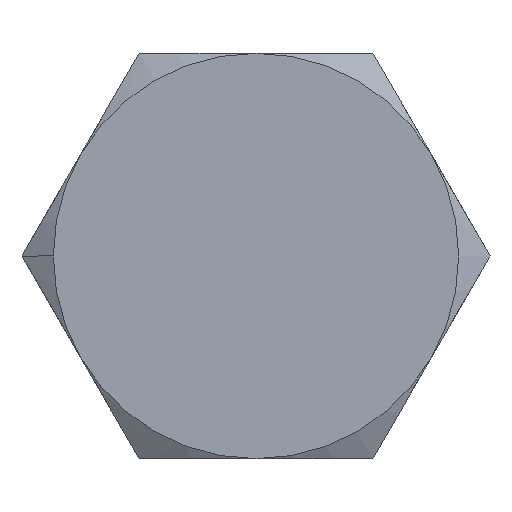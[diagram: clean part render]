
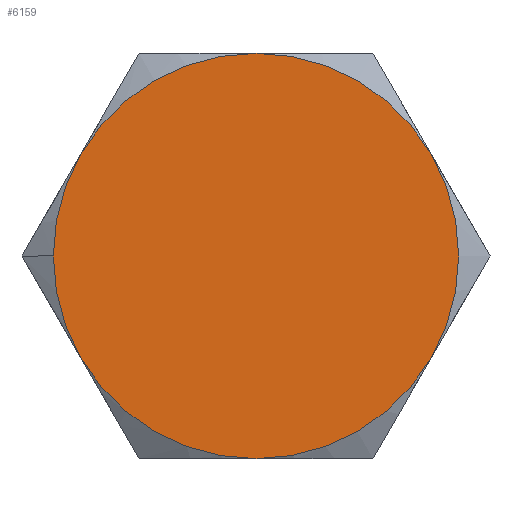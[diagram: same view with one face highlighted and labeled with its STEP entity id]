
A CAD part, left-side view. The second image highlights one B-rep face of the part: STEP entity #6159.
In plain terms, the highlighted planar face has unit normal (-1, 0, 0).
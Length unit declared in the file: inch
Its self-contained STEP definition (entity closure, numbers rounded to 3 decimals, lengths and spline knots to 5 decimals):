
#588 = CIRCLE ( 'NONE', #593, 0.375 ) ;
#593 = AXIS2_PLACEMENT_3D ( 'NONE', #606, #605, #604 ) ;
#604 = DIRECTION ( 'NONE',  ( 0., 1., 0. ) ) ;
#605 = DIRECTION ( 'NONE',  ( 1., 0., 0. ) ) ;
#606 = CARTESIAN_POINT ( 'NONE',  ( 0., 0., 0. ) ) ;
#848 = AXIS2_PLACEMENT_3D ( 'NONE', #855, #859, #854 ) ;
#850 = CIRCLE ( 'NONE', #848, 0.375 ) ;
#854 = DIRECTION ( 'NONE',  ( 0., 0., -1. ) ) ;
#855 = CARTESIAN_POINT ( 'NONE',  ( 0., 0., 0. ) ) ;
#859 = DIRECTION ( 'NONE',  ( 1., 0., 0. ) ) ;
#2258 = CARTESIAN_POINT ( 'NONE',  ( 0., -0.32476, -0.1875 ) ) ;
#2263 = FACE_OUTER_BOUND ( 'NONE', #6167, .T. ) ;
#2339 = CIRCLE ( 'NONE', #2395, 0.375 ) ;
#2388 = DIRECTION ( 'NONE',  ( 0., 1., 0. ) ) ;
#2389 = DIRECTION ( 'NONE',  ( 1., 0., 0. ) ) ;
#2391 = CARTESIAN_POINT ( 'NONE',  ( 0., 0., 0. ) ) ;
#2395 = AXIS2_PLACEMENT_3D ( 'NONE', #2391, #2389, #2388 ) ;
#2398 = DIRECTION ( 'NONE',  ( 0., 1., 0. ) ) ;
#2399 = DIRECTION ( 'NONE',  ( 1., 0., 0. ) ) ;
#2400 = CARTESIAN_POINT ( 'NONE',  ( 0., 0., 0. ) ) ;
#2401 = AXIS2_PLACEMENT_3D ( 'NONE', #2400, #2399, #2398 ) ;
#2402 = CIRCLE ( 'NONE', #2401, 0.375 ) ;
#2408 = CARTESIAN_POINT ( 'NONE',  ( 0., -0.32476, 0.1875 ) ) ;
#2409 = CARTESIAN_POINT ( 'NONE',  ( 0., 0., 0.375 ) ) ;
#2434 = DIRECTION ( 'NONE',  ( 0., 1., 0. ) ) ;
#2435 = DIRECTION ( 'NONE',  ( 1., 0., 0. ) ) ;
#2436 = CARTESIAN_POINT ( 'NONE',  ( 0., 0., 0. ) ) ;
#2437 = AXIS2_PLACEMENT_3D ( 'NONE', #2436, #2435, #2434 ) ;
#2444 = CIRCLE ( 'NONE', #2437, 0.375 ) ;
#2488 = CARTESIAN_POINT ( 'NONE',  ( 0., 0.32476, -0.1875 ) ) ;
#2489 = CARTESIAN_POINT ( 'NONE',  ( 0., 0., -0.375 ) ) ;
#3573 = AXIS2_PLACEMENT_3D ( 'NONE', #3583, #3610, #3648 ) ;
#3582 = CIRCLE ( 'NONE', #3573, 0.375 ) ;
#3583 = CARTESIAN_POINT ( 'NONE',  ( 0., 0., 0. ) ) ;
#3610 = DIRECTION ( 'NONE',  ( 1., 0., 0. ) ) ;
#3648 = DIRECTION ( 'NONE',  ( 0., 1., 0. ) ) ;
#5103 = DIRECTION ( 'NONE',  ( 0., 0., -1. ) ) ;
#5104 = CARTESIAN_POINT ( 'NONE',  ( 0., 0.43301, 0. ) ) ;
#5105 = DIRECTION ( 'NONE',  ( 1., 0., 0. ) ) ;
#5106 = AXIS2_PLACEMENT_3D ( 'NONE', #5104, #5105, #5103 ) ;
#5111 = PLANE ( 'NONE',  #5106 ) ;
#5689 = CARTESIAN_POINT ( 'NONE',  ( 0., 0.32476, 0.1875 ) ) ;
#6028 = CARTESIAN_POINT ( 'NONE',  ( 0., 0.375, 0. ) ) ;
#6114 = VERTEX_POINT ( 'NONE', #2409 ) ;
#6115 = ORIENTED_EDGE ( 'NONE', *, *, #6119, .F. ) ;
#6116 = EDGE_CURVE ( 'NONE', #6124, #6158, #2402, .T. ) ;
#6119 = EDGE_CURVE ( 'NONE', #6158, #6155, #2339, .T. ) ;
#6124 = VERTEX_POINT ( 'NONE', #2408 ) ;
#6127 = EDGE_CURVE ( 'NONE', #6156, #6168, #2444, .T. ) ;
#6155 = VERTEX_POINT ( 'NONE', #2489 ) ;
#6156 = VERTEX_POINT ( 'NONE', #2488 ) ;
#6158 = VERTEX_POINT ( 'NONE', #2258 ) ;
#6159 = ADVANCED_FACE ( 'NONE', ( #2263 ), #5111, .F. ) ;
#6161 = EDGE_CURVE ( 'NONE', #6162, #6114, #850, .T. ) ;
#6162 = VERTEX_POINT ( 'NONE', #5689 ) ;
#6163 = ORIENTED_EDGE ( 'NONE', *, *, #6161, .F. ) ;
#6167 = EDGE_LOOP ( 'NONE', ( #6115, #6174, #6173, #6163, #6183, #6364, #6385 ) ) ;
#6168 = VERTEX_POINT ( 'NONE', #6028 ) ;
#6173 = ORIENTED_EDGE ( 'NONE', *, *, #6178, .F. ) ;
#6174 = ORIENTED_EDGE ( 'NONE', *, *, #6116, .F. ) ;
#6178 = EDGE_CURVE ( 'NONE', #6114, #6124, #7077, .T. ) ;
#6183 = ORIENTED_EDGE ( 'NONE', *, *, #6628, .F. ) ;
#6360 = EDGE_CURVE ( 'NONE', #6155, #6156, #588, .T. ) ;
#6364 = ORIENTED_EDGE ( 'NONE', *, *, #6127, .F. ) ;
#6385 = ORIENTED_EDGE ( 'NONE', *, *, #6360, .F. ) ;
#6628 = EDGE_CURVE ( 'NONE', #6168, #6162, #3582, .T. ) ;
#7072 = DIRECTION ( 'NONE',  ( 0., 0., -1. ) ) ;
#7073 = DIRECTION ( 'NONE',  ( 1., 0., 0. ) ) ;
#7076 = AXIS2_PLACEMENT_3D ( 'NONE', #7091, #7073, #7072 ) ;
#7077 = CIRCLE ( 'NONE', #7076, 0.375 ) ;
#7091 = CARTESIAN_POINT ( 'NONE',  ( 0., 0., 0. ) ) ;
